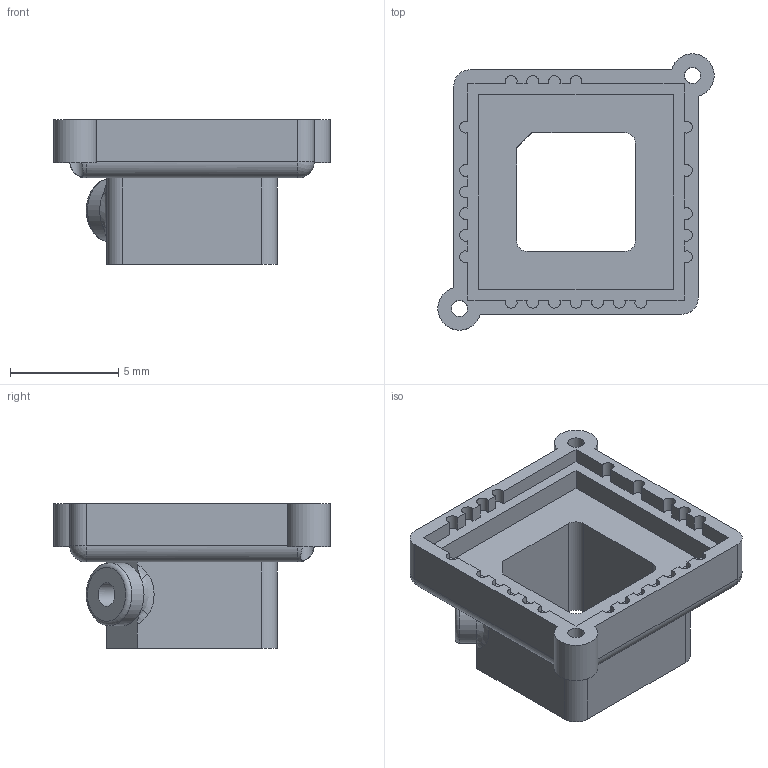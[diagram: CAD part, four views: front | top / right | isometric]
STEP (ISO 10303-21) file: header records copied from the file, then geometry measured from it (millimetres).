
FILE_DESCRIPTION(/* description */ (''),/* implementation_level */ '2;1');
FILE_NAME(/* name */ 'sensor_holder_HF.stp',/* time_stamp */ '2020-10-05T08:14:45+02:00',/* author */ ('veldhuijzen'),/* organization */ (''),/* preprocessor_version */ 'ST-DEVELOPER v18.1',/* originating_system */ 'Autodesk Inventor 2020',/* authorisation */ '');
FILE_SCHEMA (('AUTOMOTIVE_DESIGN { 1 0 10303 214 3 1 1 }'));
Length unit declared in the file: millimetre
Products named in the file (1): sensorhuis_test
Bounding box: 12.77 x 12.77 x 6.7 mm (x, y, z)
Volume: 289.9 mm3; surface area: 634.2 mm2
Topology: 1 solids, 1 shells, 107 faces, 301 edges, 197 vertices
Faces by surface type: plane 56, cylinder 40, bspline 6, sphere 4, torus 1
Full cylindrical faces by diameter (mm): 0.75 x2, 1.1 x1, 2.9 x1
Entity records: 3715 total; most frequent: CARTESIAN_POINT 846, ORIENTED_EDGE 600, DIRECTION 588, EDGE_CURVE 300, AXIS2_PLACEMENT_3D 203, VERTEX_POINT 195, LINE 182, VECTOR 182
